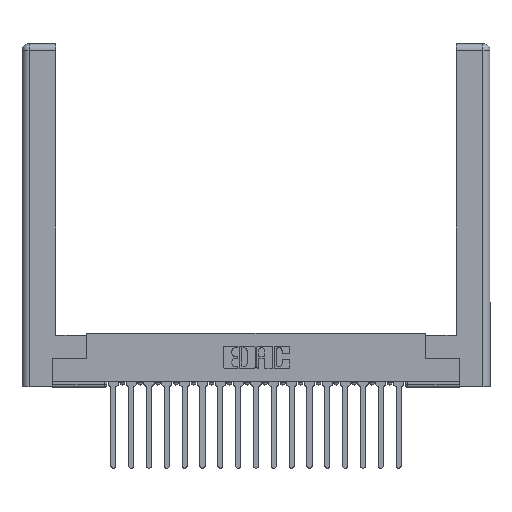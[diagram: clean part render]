
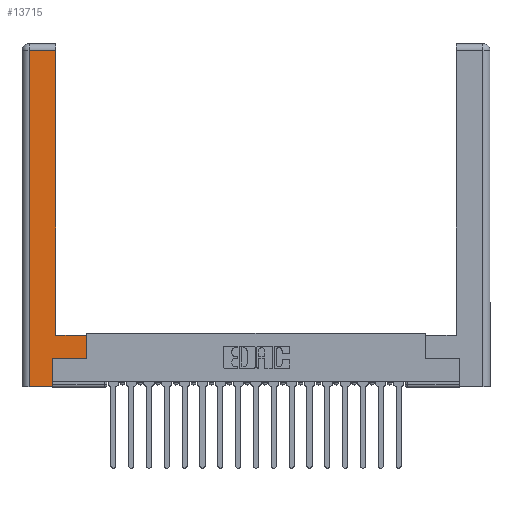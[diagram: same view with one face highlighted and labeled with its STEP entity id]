
A CAD part, top view. The second image highlights one B-rep face of the part: STEP entity #13715.
In plain terms, the highlighted planar face has unit normal (0, 0, 1).
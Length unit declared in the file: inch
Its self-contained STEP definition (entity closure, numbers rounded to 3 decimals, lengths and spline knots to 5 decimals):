
#316 = VERTEX_POINT ( 'NONE', #17240 ) ;
#363 = CARTESIAN_POINT ( 'NONE',  ( 0.0615, 0., 0. ) ) ;
#705 = CARTESIAN_POINT ( 'NONE',  ( 0.565, 0.245, 0. ) ) ;
#990 = LINE ( 'NONE', #7446, #14477 ) ;
#1350 = ORIENTED_EDGE ( 'NONE', *, *, #4546, .T. ) ;
#1533 = VECTOR ( 'NONE', #17845, 39.37008 ) ;
#1737 = CARTESIAN_POINT ( 'NONE',  ( 0.565, 0.245, 0. ) ) ;
#2100 = LINE ( 'NONE', #17503, #9935 ) ;
#2168 = LINE ( 'NONE', #8430, #19483 ) ;
#2728 = CARTESIAN_POINT ( 'NONE',  ( 0.265, 0., 0. ) ) ;
#3620 = CARTESIAN_POINT ( 'NONE',  ( 0.295, 0.45, 0. ) ) ;
#3924 = EDGE_CURVE ( 'NONE', #9899, #10292, #16064, .T. ) ;
#4242 = DIRECTION ( 'NONE',  ( -1., 0., 0. ) ) ;
#4274 = ORIENTED_EDGE ( 'NONE', *, *, #14330, .T. ) ;
#4546 = EDGE_CURVE ( 'NONE', #6266, #17858, #8533, .T. ) ;
#4799 = EDGE_LOOP ( 'NONE', ( #16612, #7617, #6674, #6423, #10168, #4274, #5691, #1350 ) ) ;
#5691 = ORIENTED_EDGE ( 'NONE', *, *, #17873, .T. ) ;
#6095 = AXIS2_PLACEMENT_3D ( 'NONE', #7301, #9153, #4242 ) ;
#6266 = VERTEX_POINT ( 'NONE', #15018 ) ;
#6423 = ORIENTED_EDGE ( 'NONE', *, *, #19003, .T. ) ;
#6548 = CARTESIAN_POINT ( 'NONE',  ( 0.0615, 0., 0. ) ) ;
#6601 = DIRECTION ( 'NONE',  ( 0., -1., 0. ) ) ;
#6606 = EDGE_CURVE ( 'NONE', #316, #9899, #2168, .T. ) ;
#6674 = ORIENTED_EDGE ( 'NONE', *, *, #3924, .T. ) ;
#6974 = DIRECTION ( 'NONE',  ( -1., 0., 0. ) ) ;
#7301 = CARTESIAN_POINT ( 'NONE',  ( 0., 0., 0. ) ) ;
#7446 = CARTESIAN_POINT ( 'NONE',  ( 0.295, 3., 0. ) ) ;
#7513 = CARTESIAN_POINT ( 'NONE',  ( 0.0615, 2.94, 0. ) ) ;
#7617 = ORIENTED_EDGE ( 'NONE', *, *, #6606, .T. ) ;
#7806 = VERTEX_POINT ( 'NONE', #2728 ) ;
#8165 = VERTEX_POINT ( 'NONE', #1737 ) ;
#8360 = DIRECTION ( 'NONE',  ( 0., 1., 0. ) ) ;
#8430 = CARTESIAN_POINT ( 'NONE',  ( 0.0615, 2.94, 0. ) ) ;
#8533 = LINE ( 'NONE', #19602, #9425 ) ;
#9153 = DIRECTION ( 'NONE',  ( 0., 0., -1. ) ) ;
#9425 = VECTOR ( 'NONE', #6974, 39.37008 ) ;
#9499 = DIRECTION ( 'NONE',  ( 1., 0., 0. ) ) ;
#9899 = VERTEX_POINT ( 'NONE', #7513 ) ;
#9935 = VECTOR ( 'NONE', #8360, 39.37008 ) ;
#10046 = VERTEX_POINT ( 'NONE', #12979 ) ;
#10168 = ORIENTED_EDGE ( 'NONE', *, *, #16587, .T. ) ;
#10292 = VERTEX_POINT ( 'NONE', #6548 ) ;
#10616 = EDGE_CURVE ( 'NONE', #17858, #316, #990, .T. ) ;
#11422 = DIRECTION ( 'NONE',  ( -1., 0., 0. ) ) ;
#11526 = DIRECTION ( 'NONE',  ( 0., 1., 0. ) ) ;
#12391 = VECTOR ( 'NONE', #6601, 39.37008 ) ;
#12979 = CARTESIAN_POINT ( 'NONE',  ( 0.265, 0.245, 0. ) ) ;
#13039 = LINE ( 'NONE', #705, #1533 ) ;
#13066 = LINE ( 'NONE', #19103, #18431 ) ;
#13715 = ADVANCED_FACE ( 'NONE', ( #16858 ), #13778, .F. ) ;
#13778 = PLANE ( 'NONE',  #6095 ) ;
#14330 = EDGE_CURVE ( 'NONE', #10046, #8165, #13039, .T. ) ;
#14477 = VECTOR ( 'NONE', #15058, 39.37008 ) ;
#15018 = CARTESIAN_POINT ( 'NONE',  ( 0.565, 0.45, 0. ) ) ;
#15058 = DIRECTION ( 'NONE',  ( 0., 1., 0. ) ) ;
#15356 = LINE ( 'NONE', #16993, #18804 ) ;
#16064 = LINE ( 'NONE', #363, #12391 ) ;
#16587 = EDGE_CURVE ( 'NONE', #7806, #10046, #2100, .T. ) ;
#16612 = ORIENTED_EDGE ( 'NONE', *, *, #10616, .T. ) ;
#16858 = FACE_OUTER_BOUND ( 'NONE', #4799, .T. ) ;
#16993 = CARTESIAN_POINT ( 'NONE',  ( 0.265, 0., 0. ) ) ;
#17240 = CARTESIAN_POINT ( 'NONE',  ( 0.295, 2.94, 0. ) ) ;
#17503 = CARTESIAN_POINT ( 'NONE',  ( 0.265, 0.245, 0. ) ) ;
#17845 = DIRECTION ( 'NONE',  ( 1., 0., 0. ) ) ;
#17858 = VERTEX_POINT ( 'NONE', #3620 ) ;
#17873 = EDGE_CURVE ( 'NONE', #8165, #6266, #13066, .T. ) ;
#18431 = VECTOR ( 'NONE', #11526, 39.37008 ) ;
#18804 = VECTOR ( 'NONE', #9499, 39.37008 ) ;
#19003 = EDGE_CURVE ( 'NONE', #10292, #7806, #15356, .T. ) ;
#19103 = CARTESIAN_POINT ( 'NONE',  ( 0.565, 0.45, 0. ) ) ;
#19483 = VECTOR ( 'NONE', #11422, 39.37008 ) ;
#19602 = CARTESIAN_POINT ( 'NONE',  ( 0.295, 0.45, 0. ) ) ;
